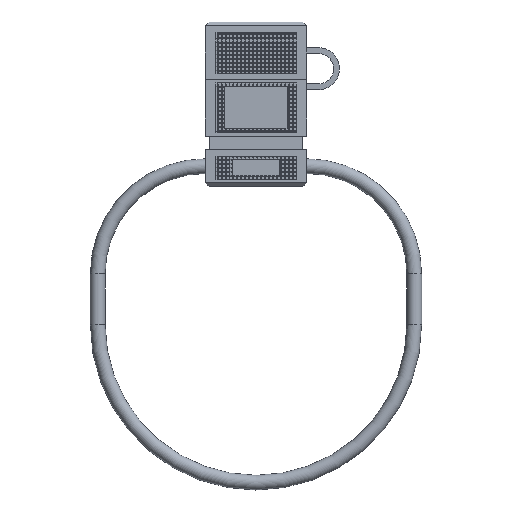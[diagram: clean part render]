
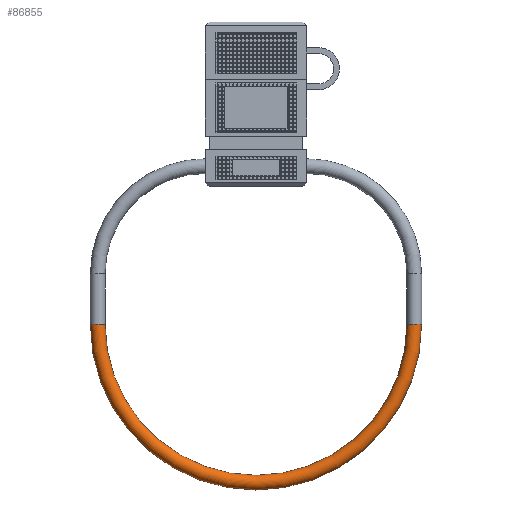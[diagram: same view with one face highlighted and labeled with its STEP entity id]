
A CAD part, top view. The second image highlights one B-rep face of the part: STEP entity #86855.
In plain terms, the highlighted toroidal (fillet/blend) face has major radius 43.065 mm and minor radius 2 mm.
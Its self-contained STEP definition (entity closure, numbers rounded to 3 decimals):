
#1457 = DIRECTION ( 'NONE',  ( 1., 0., 0. ) ) ;
#6407 = DIRECTION ( 'NONE',  ( 0., -1., 0. ) ) ;
#16691 = CIRCLE ( 'NONE', #44667, 45.065 ) ;
#19577 = CARTESIAN_POINT ( 'NONE',  ( 0., -37.565, 0. ) ) ;
#21567 = CARTESIAN_POINT ( 'NONE',  ( 45.065, -37.565, 0. ) ) ;
#21952 = CARTESIAN_POINT ( 'NONE',  ( 0., -37.565, 0. ) ) ;
#24316 = CARTESIAN_POINT ( 'NONE',  ( 41.065, -37.565, 0. ) ) ;
#37974 = VERTEX_POINT ( 'NONE', #97617 ) ;
#38488 = AXIS2_PLACEMENT_3D ( 'NONE', #61860, #97398, #1457 ) ;
#39199 = DIRECTION ( 'NONE',  ( 0., 0., 1. ) ) ;
#40416 = EDGE_CURVE ( 'NONE', #37974, #59223, #89264, .T. ) ;
#42263 = CARTESIAN_POINT ( 'NONE',  ( 43.065, -37.565, 0. ) ) ;
#43869 = EDGE_CURVE ( 'NONE', #37974, #45333, #80350, .T. ) ;
#44667 = AXIS2_PLACEMENT_3D ( 'NONE', #21952, #39199, #52622 ) ;
#45333 = VERTEX_POINT ( 'NONE', #105813 ) ;
#52382 = DIRECTION ( 'NONE',  ( 0., 1., 0. ) ) ;
#52622 = DIRECTION ( 'NONE',  ( 1., 0., 0. ) ) ;
#52981 = DIRECTION ( 'NONE',  ( 0., 0., 1. ) ) ;
#53469 = VERTEX_POINT ( 'NONE', #21567 ) ;
#54176 = EDGE_CURVE ( 'NONE', #45333, #53469, #16691, .T. ) ;
#57157 = TOROIDAL_SURFACE ( 'NONE', #90287, 43.065, 2. ) ;
#58416 = ORIENTED_EDGE ( 'NONE', *, *, #43869, .T. ) ;
#59223 = VERTEX_POINT ( 'NONE', #24316 ) ;
#59280 = CARTESIAN_POINT ( 'NONE',  ( -43.065, -37.565, 0. ) ) ;
#61585 = DIRECTION ( 'NONE',  ( 1., 0., 0. ) ) ;
#61860 = CARTESIAN_POINT ( 'NONE',  ( 0., -37.565, 0. ) ) ;
#65941 = EDGE_CURVE ( 'NONE', #59223, #53469, #98482, .T. ) ;
#70335 = AXIS2_PLACEMENT_3D ( 'NONE', #59280, #6407, #109798 ) ;
#72040 = AXIS2_PLACEMENT_3D ( 'NONE', #42263, #52382, #95083 ) ;
#79242 = ORIENTED_EDGE ( 'NONE', *, *, #40416, .F. ) ;
#80350 = CIRCLE ( 'NONE', #70335, 2. ) ;
#82637 = FACE_OUTER_BOUND ( 'NONE', #92393, .T. ) ;
#86855 = ADVANCED_FACE ( 'NONE', ( #82637 ), #57157, .T. ) ;
#89264 = CIRCLE ( 'NONE', #38488, 41.065 ) ;
#90287 = AXIS2_PLACEMENT_3D ( 'NONE', #19577, #52981, #61585 ) ;
#92393 = EDGE_LOOP ( 'NONE', ( #58416, #98197, #95063, #79242 ) ) ;
#95063 = ORIENTED_EDGE ( 'NONE', *, *, #65941, .F. ) ;
#95083 = DIRECTION ( 'NONE',  ( -1., 0., 0. ) ) ;
#97398 = DIRECTION ( 'NONE',  ( 0., 0., 1. ) ) ;
#97617 = CARTESIAN_POINT ( 'NONE',  ( -41.065, -37.565, 0. ) ) ;
#98197 = ORIENTED_EDGE ( 'NONE', *, *, #54176, .T. ) ;
#98482 = CIRCLE ( 'NONE', #72040, 2. ) ;
#105813 = CARTESIAN_POINT ( 'NONE',  ( -45.065, -37.565, 0. ) ) ;
#109798 = DIRECTION ( 'NONE',  ( 1., 0., 0. ) ) ;
